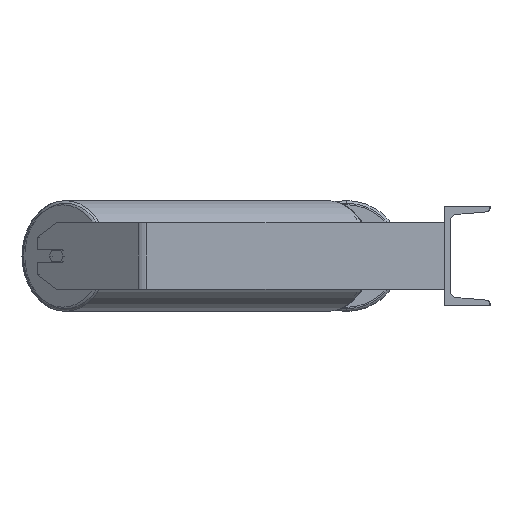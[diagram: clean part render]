
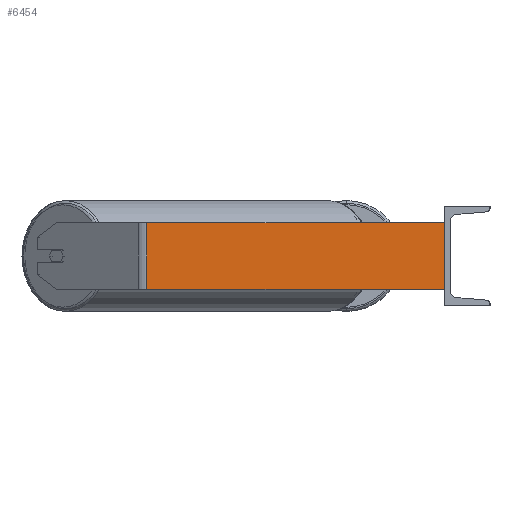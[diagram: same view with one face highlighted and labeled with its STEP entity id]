
A CAD part, left-side view. The second image highlights one B-rep face of the part: STEP entity #6454.
In plain terms, the highlighted planar face has unit normal (-1, 0, 0).
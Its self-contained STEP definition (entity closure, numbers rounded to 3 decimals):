
#508 = EDGE_CURVE ( 'NONE', #5624, #2235, #5598, .T. ) ;
#768 = CARTESIAN_POINT ( 'NONE',  ( -785., 0., 40. ) ) ;
#1394 = LINE ( 'NONE', #4700, #8964 ) ;
#1435 = CARTESIAN_POINT ( 'NONE',  ( -785., 357.079, -40. ) ) ;
#1523 = VECTOR ( 'NONE', #2175, 1000. ) ;
#1816 = PLANE ( 'NONE',  #4776 ) ;
#1821 = EDGE_CURVE ( 'NONE', #3097, #2235, #2623, .T. ) ;
#1917 = CARTESIAN_POINT ( 'NONE',  ( -785., 362.902, 40. ) ) ;
#1958 = CARTESIAN_POINT ( 'NONE',  ( -785., 0., -40. ) ) ;
#1991 = EDGE_CURVE ( 'NONE', #4561, #5624, #4784, .T. ) ;
#2175 = DIRECTION ( 'NONE',  ( 0., 0., -1. ) ) ;
#2235 = VERTEX_POINT ( 'NONE', #1958 ) ;
#2404 = EDGE_LOOP ( 'NONE', ( #8597, #5682, #6914, #7536 ) ) ;
#2623 = LINE ( 'NONE', #4509, #5263 ) ;
#3097 = VERTEX_POINT ( 'NONE', #1435 ) ;
#3195 = VECTOR ( 'NONE', #4111, 1000. ) ;
#3249 = DIRECTION ( 'NONE',  ( 0., -1., 0. ) ) ;
#4111 = DIRECTION ( 'NONE',  ( 0., -1., 0. ) ) ;
#4153 = DIRECTION ( 'NONE',  ( 0., 0., -1. ) ) ;
#4475 = EDGE_CURVE ( 'NONE', #4561, #3097, #1394, .T. ) ;
#4509 = CARTESIAN_POINT ( 'NONE',  ( -785., 362.902, -40. ) ) ;
#4561 = VERTEX_POINT ( 'NONE', #5287 ) ;
#4700 = CARTESIAN_POINT ( 'NONE',  ( -785., 357.079, 40. ) ) ;
#4776 = AXIS2_PLACEMENT_3D ( 'NONE', #1917, #8854, #5388 ) ;
#4784 = LINE ( 'NONE', #7565, #3195 ) ;
#5243 = FACE_OUTER_BOUND ( 'NONE', #2404, .T. ) ;
#5263 = VECTOR ( 'NONE', #3249, 1000. ) ;
#5287 = CARTESIAN_POINT ( 'NONE',  ( -785., 357.079, 40. ) ) ;
#5388 = DIRECTION ( 'NONE',  ( 0., 0., -1. ) ) ;
#5598 = LINE ( 'NONE', #8555, #1523 ) ;
#5624 = VERTEX_POINT ( 'NONE', #768 ) ;
#5682 = ORIENTED_EDGE ( 'NONE', *, *, #508, .F. ) ;
#6454 = ADVANCED_FACE ( 'NONE', ( #5243 ), #1816, .F. ) ;
#6914 = ORIENTED_EDGE ( 'NONE', *, *, #1991, .F. ) ;
#7536 = ORIENTED_EDGE ( 'NONE', *, *, #4475, .T. ) ;
#7565 = CARTESIAN_POINT ( 'NONE',  ( -785., 362.902, 40. ) ) ;
#8555 = CARTESIAN_POINT ( 'NONE',  ( -785., 0., 40. ) ) ;
#8597 = ORIENTED_EDGE ( 'NONE', *, *, #1821, .T. ) ;
#8854 = DIRECTION ( 'NONE',  ( 1., 0., 0. ) ) ;
#8964 = VECTOR ( 'NONE', #4153, 1000. ) ;
